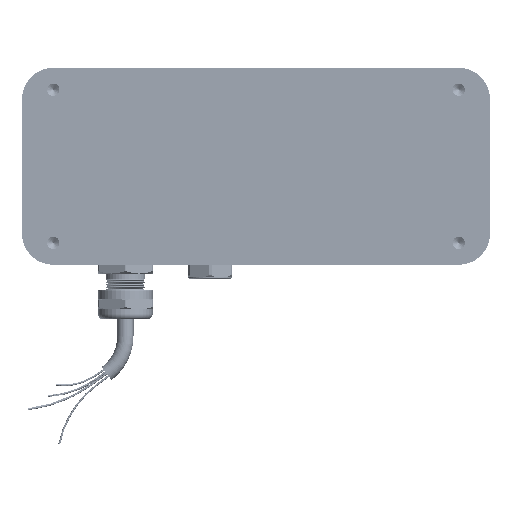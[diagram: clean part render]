
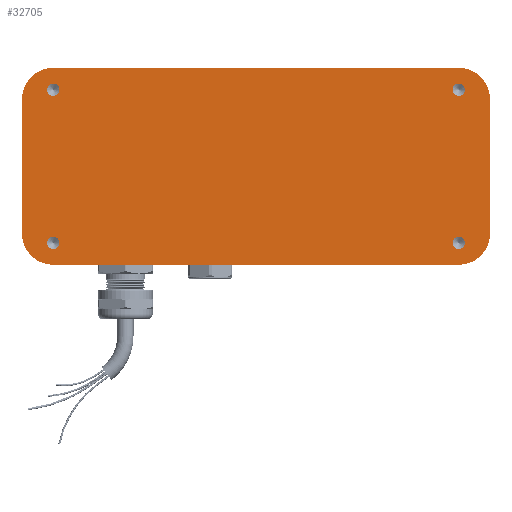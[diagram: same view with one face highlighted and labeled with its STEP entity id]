
A CAD part, front view. The second image highlights one B-rep face of the part: STEP entity #32705.
In plain terms, the highlighted face is planar.
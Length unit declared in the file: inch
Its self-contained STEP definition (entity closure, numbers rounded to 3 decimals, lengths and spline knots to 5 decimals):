
#220 = PLANE ( 'NONE',  #31735 ) ;
#250 = AXIS2_PLACEMENT_3D ( 'NONE', #6987, #12413, #23540 ) ;
#1230 = AXIS2_PLACEMENT_3D ( 'NONE', #32875, #1946, #24117 ) ;
#1269 = DIRECTION ( 'NONE',  ( -1., 0., 0. ) ) ;
#1502 = DIRECTION ( 'NONE',  ( 0., -1., 0. ) ) ;
#1731 = VERTEX_POINT ( 'NONE', #6219 ) ;
#1946 = DIRECTION ( 'NONE',  ( 0., 0., 1. ) ) ;
#2111 = DIRECTION ( 'NONE',  ( 0., 1., 0. ) ) ;
#2380 = DIRECTION ( 'NONE',  ( -1., 0., 0. ) ) ;
#2452 = EDGE_CURVE ( 'NONE', #19041, #1731, #19497, .T. ) ;
#2512 = CARTESIAN_POINT ( 'NONE',  ( 3.24015, 1.0748, -1.25 ) ) ;
#2553 = CARTESIAN_POINT ( 'NONE',  ( -3.74015, 1.0748, -1.25 ) ) ;
#2744 = CARTESIAN_POINT ( 'NONE',  ( 3.33858, -1.2248, -1.25 ) ) ;
#3199 = VERTEX_POINT ( 'NONE', #14886 ) ;
#3339 = AXIS2_PLACEMENT_3D ( 'NONE', #22112, #33222, #19376 ) ;
#3678 = EDGE_CURVE ( 'NONE', #3199, #12130, #23112, .T. ) ;
#4167 = EDGE_CURVE ( 'NONE', #21599, #23053, #11459, .T. ) ;
#4582 = CIRCLE ( 'NONE', #31295, 0.09843 ) ;
#5042 = ORIENTED_EDGE ( 'NONE', *, *, #23948, .F. ) ;
#5860 = CARTESIAN_POINT ( 'NONE',  ( 3.74015, 1.0748, -1.25 ) ) ;
#5899 = DIRECTION ( 'NONE',  ( 0., 0., 1. ) ) ;
#6046 = DIRECTION ( 'NONE',  ( 0., 0., -1. ) ) ;
#6219 = CARTESIAN_POINT ( 'NONE',  ( -3.24015, 1.5748, -1.25 ) ) ;
#6284 = VERTEX_POINT ( 'NONE', #35754 ) ;
#6446 = DIRECTION ( 'NONE',  ( 1., 0., 0. ) ) ;
#6447 = EDGE_CURVE ( 'NONE', #6284, #17538, #19157, .T. ) ;
#6515 = ORIENTED_EDGE ( 'NONE', *, *, #10940, .F. ) ;
#6987 = CARTESIAN_POINT ( 'NONE',  ( -3.24015, -1.2248, -1.25 ) ) ;
#7020 = CARTESIAN_POINT ( 'NONE',  ( -3.24015, -1.2248, -1.25 ) ) ;
#7573 = DIRECTION ( 'NONE',  ( 0., 0., -1. ) ) ;
#7737 = CARTESIAN_POINT ( 'NONE',  ( 3.14172, 1.2248, -1.25 ) ) ;
#7962 = DIRECTION ( 'NONE',  ( -1., 0., 0. ) ) ;
#7999 = ORIENTED_EDGE ( 'NONE', *, *, #21497, .F. ) ;
#8078 = EDGE_CURVE ( 'NONE', #30967, #31094, #13845, .T. ) ;
#8333 = CARTESIAN_POINT ( 'NONE',  ( 3.24015, 1.2248, -1.25 ) ) ;
#8430 = EDGE_CURVE ( 'NONE', #14212, #29221, #16090, .T. ) ;
#8577 = AXIS2_PLACEMENT_3D ( 'NONE', #35594, #13530, #30649 ) ;
#8709 = VECTOR ( 'NONE', #2111, 39.37008 ) ;
#9463 = AXIS2_PLACEMENT_3D ( 'NONE', #12358, #34970, #35124 ) ;
#10120 = CARTESIAN_POINT ( 'NONE',  ( -3.24015, -1.5748, -1.25 ) ) ;
#10930 = EDGE_LOOP ( 'NONE', ( #23241, #25292 ) ) ;
#10940 = EDGE_CURVE ( 'NONE', #12130, #3199, #12920, .T. ) ;
#10960 = AXIS2_PLACEMENT_3D ( 'NONE', #14518, #25819, #1269 ) ;
#11071 = CARTESIAN_POINT ( 'NONE',  ( 3.74015, -1.0748, -1.25 ) ) ;
#11096 = EDGE_CURVE ( 'NONE', #23053, #21599, #4582, .T. ) ;
#11305 = DIRECTION ( 'NONE',  ( -1., 0., 0. ) ) ;
#11459 = CIRCLE ( 'NONE', #8577, 0.09843 ) ;
#11674 = FACE_OUTER_BOUND ( 'NONE', #28283, .T. ) ;
#11951 = CIRCLE ( 'NONE', #29425, 0.5 ) ;
#11991 = AXIS2_PLACEMENT_3D ( 'NONE', #21619, #18709, #29802 ) ;
#11998 = EDGE_CURVE ( 'NONE', #16424, #27494, #35978, .T. ) ;
#12130 = VERTEX_POINT ( 'NONE', #25169 ) ;
#12358 = CARTESIAN_POINT ( 'NONE',  ( -3.24015, 1.2248, -1.25 ) ) ;
#12413 = DIRECTION ( 'NONE',  ( 0., 0., -1. ) ) ;
#12920 = CIRCLE ( 'NONE', #9463, 0.09843 ) ;
#13266 = CARTESIAN_POINT ( 'NONE',  ( -3.74015, 1.0748, -1.25 ) ) ;
#13530 = DIRECTION ( 'NONE',  ( 0., 0., -1. ) ) ;
#13845 = CIRCLE ( 'NONE', #10960, 0.09843 ) ;
#14031 = FACE_BOUND ( 'NONE', #32739, .T. ) ;
#14212 = VERTEX_POINT ( 'NONE', #11071 ) ;
#14518 = CARTESIAN_POINT ( 'NONE',  ( 3.24015, 1.2248, -1.25 ) ) ;
#14572 = FACE_BOUND ( 'NONE', #35238, .T. ) ;
#14597 = CARTESIAN_POINT ( 'NONE',  ( -3.24015, -1.0748, -1.25 ) ) ;
#14881 = ORIENTED_EDGE ( 'NONE', *, *, #26669, .F. ) ;
#14886 = CARTESIAN_POINT ( 'NONE',  ( -3.14172, 1.2248, -1.25 ) ) ;
#15159 = CARTESIAN_POINT ( 'NONE',  ( -3.24015, -1.5748, -1.25 ) ) ;
#15685 = CARTESIAN_POINT ( 'NONE',  ( 3.24015, 1.5748, -1.25 ) ) ;
#15796 = EDGE_CURVE ( 'NONE', #27494, #16424, #28719, .T. ) ;
#16090 = LINE ( 'NONE', #24813, #8709 ) ;
#16109 = AXIS2_PLACEMENT_3D ( 'NONE', #8333, #19421, #30501 ) ;
#16256 = VERTEX_POINT ( 'NONE', #2553 ) ;
#16424 = VERTEX_POINT ( 'NONE', #20173 ) ;
#16872 = CIRCLE ( 'NONE', #1230, 0.5 ) ;
#16938 = ORIENTED_EDGE ( 'NONE', *, *, #3678, .F. ) ;
#17421 = VECTOR ( 'NONE', #1502, 39.37008 ) ;
#17538 = VERTEX_POINT ( 'NONE', #15159 ) ;
#18438 = CARTESIAN_POINT ( 'NONE',  ( 3.14172, -1.2248, -1.25 ) ) ;
#18544 = AXIS2_PLACEMENT_3D ( 'NONE', #14597, #5899, #6446 ) ;
#18709 = DIRECTION ( 'NONE',  ( 0., 0., 1. ) ) ;
#18962 = ORIENTED_EDGE ( 'NONE', *, *, #30651, .F. ) ;
#19041 = VERTEX_POINT ( 'NONE', #15685 ) ;
#19157 = CIRCLE ( 'NONE', #18544, 0.5 ) ;
#19376 = DIRECTION ( 'NONE',  ( -1., 0., 0. ) ) ;
#19421 = DIRECTION ( 'NONE',  ( 0., 0., -1. ) ) ;
#19497 = LINE ( 'NONE', #28219, #24098 ) ;
#19670 = EDGE_LOOP ( 'NONE', ( #6515, #16938 ) ) ;
#19954 = ORIENTED_EDGE ( 'NONE', *, *, #8430, .F. ) ;
#20018 = VECTOR ( 'NONE', #32886, 39.37008 ) ;
#20173 = CARTESIAN_POINT ( 'NONE',  ( -3.14172, -1.2248, -1.25 ) ) ;
#20183 = ORIENTED_EDGE ( 'NONE', *, *, #2452, .F. ) ;
#20278 = AXIS2_PLACEMENT_3D ( 'NONE', #7020, #7573, #29931 ) ;
#20791 = CARTESIAN_POINT ( 'NONE',  ( 3.24015, -1.5748, -1.25 ) ) ;
#21122 = LINE ( 'NONE', #13266, #17421 ) ;
#21497 = EDGE_CURVE ( 'NONE', #16256, #6284, #21122, .T. ) ;
#21599 = VERTEX_POINT ( 'NONE', #2744 ) ;
#21619 = CARTESIAN_POINT ( 'NONE',  ( 3.24015, -1.0748, -1.25 ) ) ;
#22112 = CARTESIAN_POINT ( 'NONE',  ( -3.24015, 1.2248, -1.25 ) ) ;
#22179 = ORIENTED_EDGE ( 'NONE', *, *, #6447, .F. ) ;
#22796 = CARTESIAN_POINT ( 'NONE',  ( 3.24015, -1.0748, -1.25 ) ) ;
#23053 = VERTEX_POINT ( 'NONE', #18438 ) ;
#23112 = CIRCLE ( 'NONE', #3339, 0.09843 ) ;
#23241 = ORIENTED_EDGE ( 'NONE', *, *, #15796, .F. ) ;
#23540 = DIRECTION ( 'NONE',  ( -1., 0., 0. ) ) ;
#23948 = EDGE_CURVE ( 'NONE', #1731, #16256, #16872, .T. ) ;
#24098 = VECTOR ( 'NONE', #25115, 39.37008 ) ;
#24117 = DIRECTION ( 'NONE',  ( -1., 0., 0. ) ) ;
#24273 = CIRCLE ( 'NONE', #16109, 0.09843 ) ;
#24398 = ORIENTED_EDGE ( 'NONE', *, *, #28779, .F. ) ;
#24511 = DIRECTION ( 'NONE',  ( 0., 0., 1. ) ) ;
#24717 = DIRECTION ( 'NONE',  ( 0., 0., -1. ) ) ;
#24813 = CARTESIAN_POINT ( 'NONE',  ( 3.74015, 1.0748, -1.25 ) ) ;
#25115 = DIRECTION ( 'NONE',  ( -1., 0., 0. ) ) ;
#25133 = FACE_BOUND ( 'NONE', #19670, .T. ) ;
#25169 = CARTESIAN_POINT ( 'NONE',  ( -3.33858, 1.2248, -1.25 ) ) ;
#25292 = ORIENTED_EDGE ( 'NONE', *, *, #11998, .F. ) ;
#25819 = DIRECTION ( 'NONE',  ( 0., 0., -1. ) ) ;
#26108 = VERTEX_POINT ( 'NONE', #20791 ) ;
#26669 = EDGE_CURVE ( 'NONE', #29221, #19041, #11951, .T. ) ;
#27065 = ORIENTED_EDGE ( 'NONE', *, *, #4167, .F. ) ;
#27494 = VERTEX_POINT ( 'NONE', #34255 ) ;
#27666 = ORIENTED_EDGE ( 'NONE', *, *, #11096, .F. ) ;
#28070 = FACE_BOUND ( 'NONE', #10930, .T. ) ;
#28219 = CARTESIAN_POINT ( 'NONE',  ( -3.24015, 1.5748, -1.25 ) ) ;
#28283 = EDGE_LOOP ( 'NONE', ( #32155, #18962, #22179, #7999, #5042, #20183, #14881, #19954 ) ) ;
#28719 = CIRCLE ( 'NONE', #250, 0.09843 ) ;
#28779 = EDGE_CURVE ( 'NONE', #31094, #30967, #24273, .T. ) ;
#29221 = VERTEX_POINT ( 'NONE', #5860 ) ;
#29425 = AXIS2_PLACEMENT_3D ( 'NONE', #2512, #24511, #7962 ) ;
#29785 = LINE ( 'NONE', #10120, #20018 ) ;
#29802 = DIRECTION ( 'NONE',  ( -1., 0., 0. ) ) ;
#29931 = DIRECTION ( 'NONE',  ( -1., 0., 0. ) ) ;
#30501 = DIRECTION ( 'NONE',  ( -1., 0., 0. ) ) ;
#30591 = CIRCLE ( 'NONE', #11991, 0.5 ) ;
#30649 = DIRECTION ( 'NONE',  ( -1., 0., 0. ) ) ;
#30651 = EDGE_CURVE ( 'NONE', #17538, #26108, #29785, .T. ) ;
#30967 = VERTEX_POINT ( 'NONE', #31204 ) ;
#31094 = VERTEX_POINT ( 'NONE', #7737 ) ;
#31204 = CARTESIAN_POINT ( 'NONE',  ( 3.33858, 1.2248, -1.25 ) ) ;
#31295 = AXIS2_PLACEMENT_3D ( 'NONE', #32951, #24717, #2380 ) ;
#31735 = AXIS2_PLACEMENT_3D ( 'NONE', #22796, #6046, #11305 ) ;
#32114 = EDGE_CURVE ( 'NONE', #26108, #14212, #30591, .T. ) ;
#32155 = ORIENTED_EDGE ( 'NONE', *, *, #32114, .F. ) ;
#32705 = ADVANCED_FACE ( 'NONE', ( #14031, #14572, #25133, #28070, #11674 ), #220, .T. ) ;
#32739 = EDGE_LOOP ( 'NONE', ( #27666, #27065 ) ) ;
#32875 = CARTESIAN_POINT ( 'NONE',  ( -3.24015, 1.0748, -1.25 ) ) ;
#32886 = DIRECTION ( 'NONE',  ( 1., 0., 0. ) ) ;
#32951 = CARTESIAN_POINT ( 'NONE',  ( 3.24015, -1.2248, -1.25 ) ) ;
#33222 = DIRECTION ( 'NONE',  ( 0., 0., -1. ) ) ;
#34255 = CARTESIAN_POINT ( 'NONE',  ( -3.33858, -1.2248, -1.25 ) ) ;
#34970 = DIRECTION ( 'NONE',  ( 0., 0., -1. ) ) ;
#35124 = DIRECTION ( 'NONE',  ( -1., 0., 0. ) ) ;
#35238 = EDGE_LOOP ( 'NONE', ( #24398, #35332 ) ) ;
#35332 = ORIENTED_EDGE ( 'NONE', *, *, #8078, .F. ) ;
#35594 = CARTESIAN_POINT ( 'NONE',  ( 3.24015, -1.2248, -1.25 ) ) ;
#35754 = CARTESIAN_POINT ( 'NONE',  ( -3.74015, -1.0748, -1.25 ) ) ;
#35978 = CIRCLE ( 'NONE', #20278, 0.09843 ) ;
